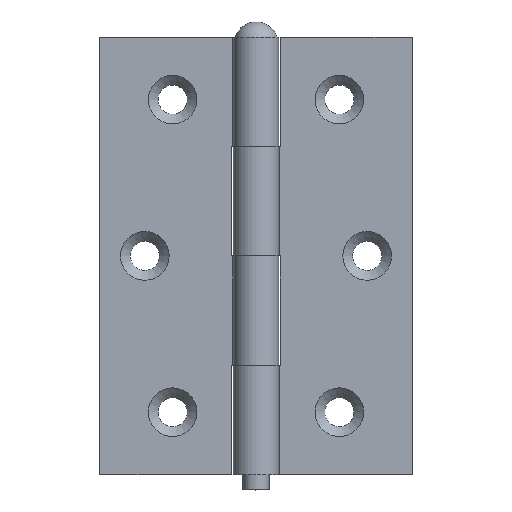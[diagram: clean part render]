
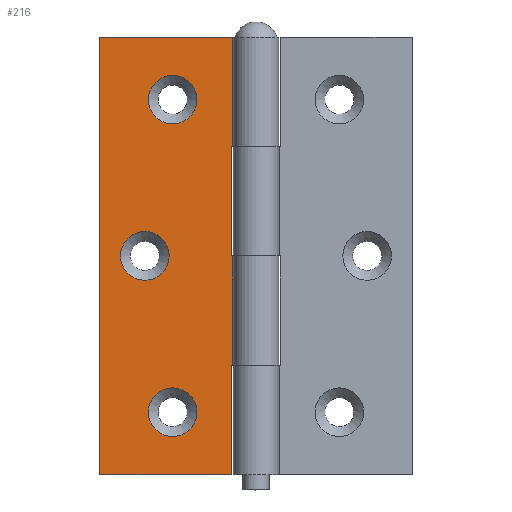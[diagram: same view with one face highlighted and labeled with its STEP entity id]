
A CAD part, top view. The second image highlights one B-rep face of the part: STEP entity #216.
In plain terms, the highlighted planar face has unit normal (0, 0, 1).
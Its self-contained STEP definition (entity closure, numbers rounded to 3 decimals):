
#51 = DIRECTION ( 'NONE',  ( 0., 0., -1. ) ) ;
#108 = DIRECTION ( 'NONE',  ( -1., 0., 0. ) ) ;
#164 = CARTESIAN_POINT ( 'NONE',  ( -3.347, 31.5, -0.5 ) ) ;
#209 = AXIS2_PLACEMENT_3D ( 'NONE', #2001, #2879, #4639 ) ;
#216 = ADVANCED_FACE ( 'NONE', ( #5089, #9363, #5503, #2756 ), #10568, .F. ) ;
#379 = EDGE_CURVE ( 'NONE', #4728, #6232, #2471, .T. ) ;
#586 = VERTEX_POINT ( 'NONE', #6264 ) ;
#719 = LINE ( 'NONE', #1078, #1562 ) ;
#908 = LINE ( 'NONE', #2423, #8913 ) ;
#910 = CARTESIAN_POINT ( 'NONE',  ( -3.5, -15.75, -0.5 ) ) ;
#1078 = CARTESIAN_POINT ( 'NONE',  ( -3.347, 31.5, -0.5 ) ) ;
#1094 = VECTOR ( 'NONE', #2251, 1000. ) ;
#1148 = CARTESIAN_POINT ( 'NONE',  ( -3.5, 15.75, -0.5 ) ) ;
#1232 = DIRECTION ( 'NONE',  ( 0., 1., 0. ) ) ;
#1238 = DIRECTION ( 'NONE',  ( 1., 0., 0. ) ) ;
#1316 = DIRECTION ( 'NONE',  ( -1., 0., 0. ) ) ;
#1368 = ORIENTED_EDGE ( 'NONE', *, *, #1497, .T. ) ;
#1425 = VERTEX_POINT ( 'NONE', #6828 ) ;
#1497 = EDGE_CURVE ( 'NONE', #8183, #9382, #2460, .T. ) ;
#1562 = VECTOR ( 'NONE', #7984, 1000. ) ;
#1771 = CARTESIAN_POINT ( 'NONE',  ( -22.5, 31.5, -0.5 ) ) ;
#1944 = EDGE_CURVE ( 'NONE', #9382, #2965, #11268, .T. ) ;
#1968 = VECTOR ( 'NONE', #10102, 1000. ) ;
#1986 = VERTEX_POINT ( 'NONE', #164 ) ;
#2001 = CARTESIAN_POINT ( 'NONE',  ( -16., 0., -0.5 ) ) ;
#2119 = CARTESIAN_POINT ( 'NONE',  ( -3.5, 31.5, -0.5 ) ) ;
#2251 = DIRECTION ( 'NONE',  ( 0., -1., 0. ) ) ;
#2269 = CIRCLE ( 'NONE', #209, 3.5 ) ;
#2423 = CARTESIAN_POINT ( 'NONE',  ( -22.5, 31.5, -0.5 ) ) ;
#2430 = VERTEX_POINT ( 'NONE', #5665 ) ;
#2460 = LINE ( 'NONE', #2940, #10288 ) ;
#2471 = LINE ( 'NONE', #2119, #6889 ) ;
#2650 = CARTESIAN_POINT ( 'NONE',  ( -22.5, 0., -0.5 ) ) ;
#2710 = AXIS2_PLACEMENT_3D ( 'NONE', #8313, #3071, #1316 ) ;
#2719 = CARTESIAN_POINT ( 'NONE',  ( -3.5, -31.5, -0.5 ) ) ;
#2739 = AXIS2_PLACEMENT_3D ( 'NONE', #10510, #4352, #11295 ) ;
#2756 = FACE_OUTER_BOUND ( 'NONE', #9292, .T. ) ;
#2879 = DIRECTION ( 'NONE',  ( 0., 0., -1. ) ) ;
#2940 = CARTESIAN_POINT ( 'NONE',  ( -3.5, 31.5, -0.5 ) ) ;
#2965 = VERTEX_POINT ( 'NONE', #9781 ) ;
#2971 = CARTESIAN_POINT ( 'NONE',  ( -22.5, -31.5, -0.5 ) ) ;
#3071 = DIRECTION ( 'NONE',  ( 0., 0., -1. ) ) ;
#3139 = ORIENTED_EDGE ( 'NONE', *, *, #7768, .T. ) ;
#3240 = ORIENTED_EDGE ( 'NONE', *, *, #4739, .F. ) ;
#3257 = VECTOR ( 'NONE', #108, 1000. ) ;
#3328 = DIRECTION ( 'NONE',  ( 0., -1., 0. ) ) ;
#3762 = ORIENTED_EDGE ( 'NONE', *, *, #7674, .T. ) ;
#3920 = ORIENTED_EDGE ( 'NONE', *, *, #8549, .F. ) ;
#4052 = EDGE_LOOP ( 'NONE', ( #3762 ) ) ;
#4285 = DIRECTION ( 'NONE',  ( 1., 0., 0. ) ) ;
#4352 = DIRECTION ( 'NONE',  ( 0., 0., -1. ) ) ;
#4610 = LINE ( 'NONE', #2650, #3257 ) ;
#4639 = DIRECTION ( 'NONE',  ( -1., 0., 0. ) ) ;
#4715 = CARTESIAN_POINT ( 'NONE',  ( -22.5, -31.5, -0.5 ) ) ;
#4728 = VERTEX_POINT ( 'NONE', #6822 ) ;
#4739 = EDGE_CURVE ( 'NONE', #2430, #1986, #908, .T. ) ;
#4863 = EDGE_CURVE ( 'NONE', #8525, #4728, #4610, .T. ) ;
#4993 = LINE ( 'NONE', #11206, #6950 ) ;
#5089 = FACE_BOUND ( 'NONE', #8733, .T. ) ;
#5137 = LINE ( 'NONE', #4715, #1968 ) ;
#5215 = EDGE_CURVE ( 'NONE', #8525, #2965, #11100, .T. ) ;
#5257 = VERTEX_POINT ( 'NONE', #7677 ) ;
#5328 = EDGE_CURVE ( 'NONE', #1425, #1425, #8770, .T. ) ;
#5452 = ORIENTED_EDGE ( 'NONE', *, *, #5328, .T. ) ;
#5503 = FACE_BOUND ( 'NONE', #7859, .T. ) ;
#5646 = LINE ( 'NONE', #7535, #1094 ) ;
#5665 = CARTESIAN_POINT ( 'NONE',  ( -22.5, 31.5, -0.5 ) ) ;
#6014 = ORIENTED_EDGE ( 'NONE', *, *, #1944, .T. ) ;
#6232 = VERTEX_POINT ( 'NONE', #1148 ) ;
#6264 = CARTESIAN_POINT ( 'NONE',  ( -3.347, 15.75, -0.5 ) ) ;
#6484 = ORIENTED_EDGE ( 'NONE', *, *, #4863, .T. ) ;
#6756 = ORIENTED_EDGE ( 'NONE', *, *, #7135, .T. ) ;
#6822 = CARTESIAN_POINT ( 'NONE',  ( -3.5, 0., -0.5 ) ) ;
#6828 = CARTESIAN_POINT ( 'NONE',  ( -15.5, 22.5, -0.5 ) ) ;
#6889 = VECTOR ( 'NONE', #1232, 1000. ) ;
#6950 = VECTOR ( 'NONE', #11273, 1000. ) ;
#7135 = EDGE_CURVE ( 'NONE', #9271, #9271, #2269, .T. ) ;
#7252 = VERTEX_POINT ( 'NONE', #2971 ) ;
#7402 = EDGE_CURVE ( 'NONE', #6232, #586, #4993, .T. ) ;
#7535 = CARTESIAN_POINT ( 'NONE',  ( -22.5, 31.5, -0.5 ) ) ;
#7674 = EDGE_CURVE ( 'NONE', #5257, #5257, #10095, .T. ) ;
#7677 = CARTESIAN_POINT ( 'NONE',  ( -15.5, -22.5, -0.5 ) ) ;
#7768 = EDGE_CURVE ( 'NONE', #7252, #8183, #5137, .T. ) ;
#7859 = EDGE_LOOP ( 'NONE', ( #5452 ) ) ;
#7984 = DIRECTION ( 'NONE',  ( 0., -1., 0. ) ) ;
#8057 = CARTESIAN_POINT ( 'NONE',  ( -3.347, 0., -0.5 ) ) ;
#8183 = VERTEX_POINT ( 'NONE', #2719 ) ;
#8313 = CARTESIAN_POINT ( 'NONE',  ( -12., -22.5, -0.5 ) ) ;
#8500 = VECTOR ( 'NONE', #3328, 1000. ) ;
#8525 = VERTEX_POINT ( 'NONE', #8057 ) ;
#8549 = EDGE_CURVE ( 'NONE', #1986, #586, #719, .T. ) ;
#8617 = CARTESIAN_POINT ( 'NONE',  ( -3.347, 31.5, -0.5 ) ) ;
#8733 = EDGE_LOOP ( 'NONE', ( #6756 ) ) ;
#8770 = CIRCLE ( 'NONE', #2739, 3.5 ) ;
#8913 = VECTOR ( 'NONE', #4285, 1000. ) ;
#9109 = DIRECTION ( 'NONE',  ( 0., 1., 0. ) ) ;
#9271 = VERTEX_POINT ( 'NONE', #11204 ) ;
#9292 = EDGE_LOOP ( 'NONE', ( #11022, #9680, #3920, #3240, #10695, #3139, #1368, #6014, #10297, #6484 ) ) ;
#9363 = FACE_BOUND ( 'NONE', #4052, .T. ) ;
#9382 = VERTEX_POINT ( 'NONE', #910 ) ;
#9680 = ORIENTED_EDGE ( 'NONE', *, *, #7402, .T. ) ;
#9781 = CARTESIAN_POINT ( 'NONE',  ( -3.347, -15.75, -0.5 ) ) ;
#10001 = CARTESIAN_POINT ( 'NONE',  ( -22.5, -15.75, -0.5 ) ) ;
#10095 = CIRCLE ( 'NONE', #2710, 3.5 ) ;
#10102 = DIRECTION ( 'NONE',  ( 1., 0., 0. ) ) ;
#10288 = VECTOR ( 'NONE', #9109, 1000. ) ;
#10297 = ORIENTED_EDGE ( 'NONE', *, *, #5215, .F. ) ;
#10378 = EDGE_CURVE ( 'NONE', #2430, #7252, #5646, .T. ) ;
#10396 = AXIS2_PLACEMENT_3D ( 'NONE', #1771, #51, #10499 ) ;
#10499 = DIRECTION ( 'NONE',  ( -1., 0., 0. ) ) ;
#10510 = CARTESIAN_POINT ( 'NONE',  ( -12., 22.5, -0.5 ) ) ;
#10568 = PLANE ( 'NONE',  #10396 ) ;
#10695 = ORIENTED_EDGE ( 'NONE', *, *, #10378, .T. ) ;
#11022 = ORIENTED_EDGE ( 'NONE', *, *, #379, .T. ) ;
#11100 = LINE ( 'NONE', #8617, #8500 ) ;
#11204 = CARTESIAN_POINT ( 'NONE',  ( -19.5, 0., -0.5 ) ) ;
#11206 = CARTESIAN_POINT ( 'NONE',  ( -22.5, 15.75, -0.5 ) ) ;
#11268 = LINE ( 'NONE', #10001, #11407 ) ;
#11273 = DIRECTION ( 'NONE',  ( 1., 0., 0. ) ) ;
#11295 = DIRECTION ( 'NONE',  ( -1., 0., 0. ) ) ;
#11407 = VECTOR ( 'NONE', #1238, 1000. ) ;
